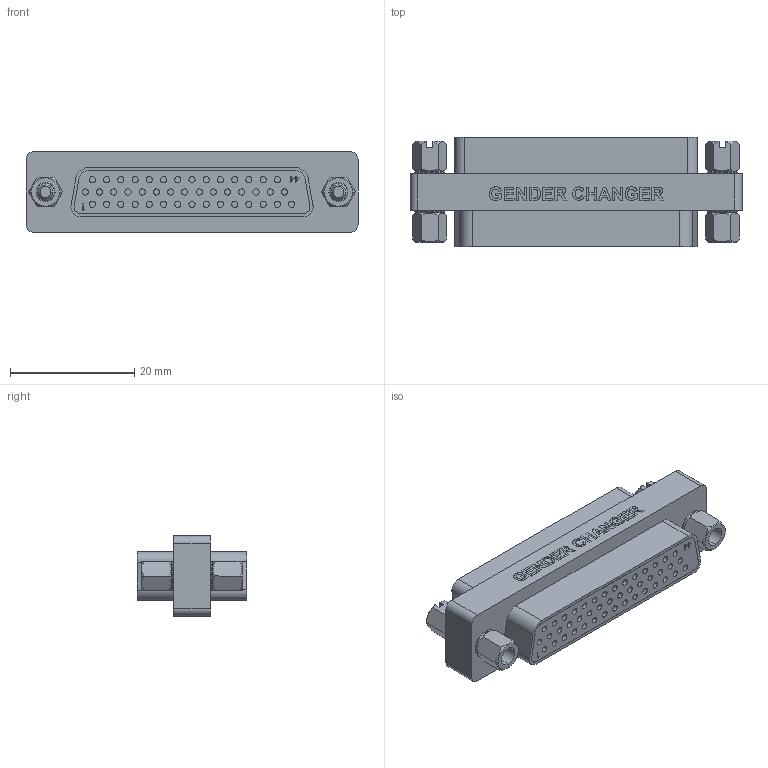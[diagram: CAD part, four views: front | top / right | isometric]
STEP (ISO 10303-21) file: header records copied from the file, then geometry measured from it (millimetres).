
FILE_DESCRIPTION (( 'STEP AP203' ), '1' );
FILE_NAME ('DGBH44F.STEP', '2006-06-23T18:37:14', ( 'lcom' ), ( 'lcom' ), 'SwSTEP 2.0', 'SolidWorks 2006004', '' );
FILE_SCHEMA (( 'CONFIG_CONTROL_DESIGN' ));
Length unit declared in the file: inch
Products named in the file (5): 3AA05-002; SDH44S_Without Mounting Flange and Solder Cups; 3AA06-001; DGBH44F; DGB25F-MA1
Assembly tree (7 placements, depth 2):
  DGBH44F
    3AA05-002  x2
    3AA06-001  x2
    SDH44S_Without Mounting Flange and Solder Cups  x2
    DGB25F-MA1
Bounding box: 53.34 x 17.65 x 12.95 mm (x, y, z)
Volume: 7393.1 mm3; surface area: 6855.3 mm2
Topology: 7 solids, 7 shells, 879 faces, 2090 edges, 1354 vertices
Faces by surface type: plane 433, cylinder 260, bspline 98, cone 56, sphere 20, torus 12
Entity records: 27267 total; most frequent: CARTESIAN_POINT 12610, ORIENTED_EDGE 2988, DIRECTION 2682, EDGE_CURVE 1494, VERTEX_POINT 975, LINE 924, VECTOR 924, AXIS2_PLACEMENT_3D 879
